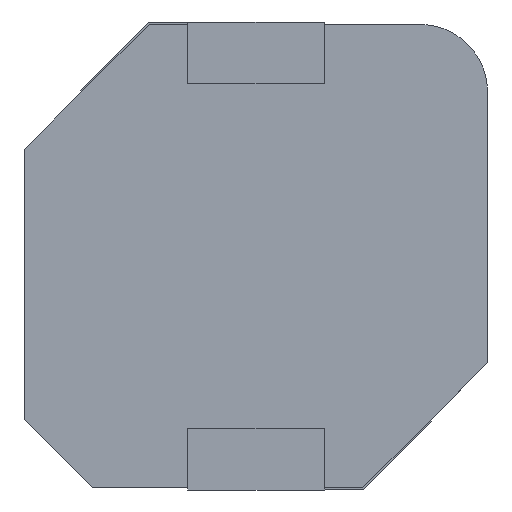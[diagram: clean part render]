
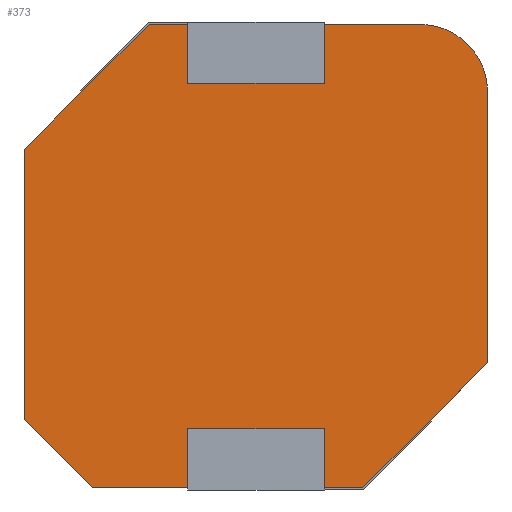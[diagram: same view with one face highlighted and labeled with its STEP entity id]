
A CAD part, front view. The second image highlights one B-rep face of the part: STEP entity #373.
In plain terms, the highlighted planar face has unit normal (0, -1, 0).
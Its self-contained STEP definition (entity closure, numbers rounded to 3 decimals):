
#194 = EDGE_CURVE ( 'NONE', #3845, #3846, #714, .T. ) ;
#212 = EDGE_CURVE ( 'NONE', #3857, #3858, #1434, .T. ) ;
#348 = EDGE_CURVE ( 'NONE', #3845, #3873, #3057, .T. ) ;
#350 = EDGE_CURVE ( 'NONE', #3873, #3874, #3112, .T. ) ;
#351 = EDGE_CURVE ( 'NONE', #3874, #3875, #3059, .T. ) ;
#353 = EDGE_CURVE ( 'NONE', #3875, #3876, #3061, .T. ) ;
#355 = EDGE_CURVE ( 'NONE', #3876, #3877, #3063, .T. ) ;
#357 = EDGE_CURVE ( 'NONE', #3877, #3878, #3065, .T. ) ;
#359 = EDGE_CURVE ( 'NONE', #3878, #3858, #3067, .T. ) ;
#361 = EDGE_CURVE ( 'NONE', #3857, #3879, #3069, .T. ) ;
#362 = EDGE_CURVE ( 'NONE', #3879, #3880, #3070, .T. ) ;
#365 = EDGE_CURVE ( 'NONE', #3880, #3881, #3073, .T. ) ;
#366 = EDGE_CURVE ( 'NONE', #3881, #3882, #3074, .T. ) ;
#368 = EDGE_CURVE ( 'NONE', #3882, #3883, #3076, .T. ) ;
#370 = EDGE_CURVE ( 'NONE', #3883, #3884, #3078, .T. ) ;
#372 = EDGE_CURVE ( 'NONE', #3884, #3846, #3080, .T. ) ;
#373 = ADVANCED_FACE ( 'NONE', ( #3081 ), #3169, .F. ) ;
#714 = LINE ( 'NONE', #1243, #1274 ) ;
#1243 = CARTESIAN_POINT ( 'NONE',  ( 1.5, 0., 5. ) ) ;
#1244 = DIRECTION ( 'NONE',  ( 0., 0., -1. ) ) ;
#1274 = VECTOR ( 'NONE', #1244, 1000. ) ;
#1292 = VECTOR ( 'NONE', #1312, 1000. ) ;
#1311 = CARTESIAN_POINT ( 'NONE',  ( -1.5, 0., -5. ) ) ;
#1312 = DIRECTION ( 'NONE',  ( 0., 0., 1. ) ) ;
#1434 = LINE ( 'NONE', #1311, #1292 ) ;
#2847 = AXIS2_PLACEMENT_3D ( 'NONE', #3115, #3116, #3117 ) ;
#3009 = CARTESIAN_POINT ( 'NONE',  ( -5.1, 0., 5.1 ) ) ;
#3010 = DIRECTION ( 'NONE',  ( 1., 0., 0. ) ) ;
#3057 = LINE ( 'NONE', #3009, #3113 ) ;
#3059 = LINE ( 'NONE', #3118, #3259 ) ;
#3061 = LINE ( 'NONE', #3122, #3261 ) ;
#3063 = LINE ( 'NONE', #3126, #3263 ) ;
#3065 = LINE ( 'NONE', #3130, #3265 ) ;
#3067 = LINE ( 'NONE', #3134, #3267 ) ;
#3069 = LINE ( 'NONE', #3138, #3269 ) ;
#3070 = LINE ( 'NONE', #3140, #3270 ) ;
#3073 = LINE ( 'NONE', #3146, #3273 ) ;
#3074 = LINE ( 'NONE', #3148, #3275 ) ;
#3076 = LINE ( 'NONE', #3152, #3277 ) ;
#3078 = LINE ( 'NONE', #3156, #3279 ) ;
#3080 = LINE ( 'NONE', #3160, #3282 ) ;
#3081 = FACE_OUTER_BOUND ( 'NONE', #3654, .T. ) ;
#3112 = CIRCLE ( 'NONE', #2847, 1.5 ) ;
#3113 = VECTOR ( 'NONE', #3010, 1000. ) ;
#3115 = CARTESIAN_POINT ( 'NONE',  ( 3.6, 0., 3.6 ) ) ;
#3116 = DIRECTION ( 'NONE',  ( 0., 1., 0. ) ) ;
#3117 = DIRECTION ( 'NONE',  ( 0., 0., -1. ) ) ;
#3118 = CARTESIAN_POINT ( 'NONE',  ( 5.1, 0., 5.1 ) ) ;
#3119 = DIRECTION ( 'NONE',  ( 0., 0., -1. ) ) ;
#3122 = CARTESIAN_POINT ( 'NONE',  ( 5.1, 0., -2.35 ) ) ;
#3123 = DIRECTION ( 'NONE',  ( -0.707, 0., -0.707 ) ) ;
#3126 = CARTESIAN_POINT ( 'NONE',  ( -5.1, 0., -5.1 ) ) ;
#3127 = DIRECTION ( 'NONE',  ( -1., 0., 0. ) ) ;
#3130 = CARTESIAN_POINT ( 'NONE',  ( 1.5, 0., 5.1 ) ) ;
#3131 = DIRECTION ( 'NONE',  ( 0., 0., 1. ) ) ;
#3134 = CARTESIAN_POINT ( 'NONE',  ( -5.1, 0., -3.8 ) ) ;
#3135 = DIRECTION ( 'NONE',  ( -1., 0., 0. ) ) ;
#3138 = CARTESIAN_POINT ( 'NONE',  ( -5.1, 0., -5.1 ) ) ;
#3139 = DIRECTION ( 'NONE',  ( -1., 0., 0. ) ) ;
#3140 = CARTESIAN_POINT ( 'NONE',  ( -3.6, 0., -5.1 ) ) ;
#3141 = DIRECTION ( 'NONE',  ( -0.707, 0., 0.707 ) ) ;
#3146 = CARTESIAN_POINT ( 'NONE',  ( -5.1, 0., 5.1 ) ) ;
#3147 = DIRECTION ( 'NONE',  ( 0., 0., 1. ) ) ;
#3148 = CARTESIAN_POINT ( 'NONE',  ( -5.1, 0., 2.35 ) ) ;
#3149 = DIRECTION ( 'NONE',  ( 0.707, 0., 0.707 ) ) ;
#3152 = CARTESIAN_POINT ( 'NONE',  ( -5.1, 0., 5.1 ) ) ;
#3153 = DIRECTION ( 'NONE',  ( 1., 0., 0. ) ) ;
#3156 = CARTESIAN_POINT ( 'NONE',  ( -1.5, 0., 5.1 ) ) ;
#3157 = DIRECTION ( 'NONE',  ( 0., 0., -1. ) ) ;
#3160 = CARTESIAN_POINT ( 'NONE',  ( -5.1, 0., 3.8 ) ) ;
#3161 = DIRECTION ( 'NONE',  ( 1., 0., 0. ) ) ;
#3169 = PLANE ( 'NONE',  #3281 ) ;
#3170 = CARTESIAN_POINT ( 'NONE',  ( -5.1, 0., 5.1 ) ) ;
#3171 = DIRECTION ( 'NONE',  ( 0., 1., 0. ) ) ;
#3172 = DIRECTION ( 'NONE',  ( 0., 0., 1. ) ) ;
#3259 = VECTOR ( 'NONE', #3119, 1000. ) ;
#3261 = VECTOR ( 'NONE', #3123, 1000. ) ;
#3263 = VECTOR ( 'NONE', #3127, 1000. ) ;
#3265 = VECTOR ( 'NONE', #3131, 1000. ) ;
#3267 = VECTOR ( 'NONE', #3135, 1000. ) ;
#3269 = VECTOR ( 'NONE', #3139, 1000. ) ;
#3270 = VECTOR ( 'NONE', #3141, 1000. ) ;
#3273 = VECTOR ( 'NONE', #3147, 1000. ) ;
#3275 = VECTOR ( 'NONE', #3149, 1000. ) ;
#3277 = VECTOR ( 'NONE', #3153, 1000. ) ;
#3279 = VECTOR ( 'NONE', #3157, 1000. ) ;
#3281 = AXIS2_PLACEMENT_3D ( 'NONE', #3170, #3171, #3172 ) ;
#3282 = VECTOR ( 'NONE', #3161, 1000. ) ;
#3324 = CARTESIAN_POINT ( 'NONE',  ( 1.5, 0., 5.1 ) ) ;
#3325 = CARTESIAN_POINT ( 'NONE',  ( 1.5, 0., 3.8 ) ) ;
#3336 = CARTESIAN_POINT ( 'NONE',  ( -1.5, 0., -5.1 ) ) ;
#3337 = CARTESIAN_POINT ( 'NONE',  ( -1.5, 0., -3.8 ) ) ;
#3352 = CARTESIAN_POINT ( 'NONE',  ( 3.6, 0., 5.1 ) ) ;
#3353 = CARTESIAN_POINT ( 'NONE',  ( 5.1, 0., 3.6 ) ) ;
#3354 = CARTESIAN_POINT ( 'NONE',  ( 5.1, 0., -2.35 ) ) ;
#3355 = CARTESIAN_POINT ( 'NONE',  ( 2.35, 0., -5.1 ) ) ;
#3356 = CARTESIAN_POINT ( 'NONE',  ( 1.5, 0., -5.1 ) ) ;
#3357 = CARTESIAN_POINT ( 'NONE',  ( 1.5, 0., -3.8 ) ) ;
#3358 = CARTESIAN_POINT ( 'NONE',  ( -3.6, 0., -5.1 ) ) ;
#3359 = CARTESIAN_POINT ( 'NONE',  ( -5.1, 0., -3.6 ) ) ;
#3360 = CARTESIAN_POINT ( 'NONE',  ( -5.1, 0., 2.35 ) ) ;
#3361 = CARTESIAN_POINT ( 'NONE',  ( -2.35, 0., 5.1 ) ) ;
#3362 = CARTESIAN_POINT ( 'NONE',  ( -1.5, 0., 5.1 ) ) ;
#3363 = CARTESIAN_POINT ( 'NONE',  ( -1.5, 0., 3.8 ) ) ;
#3654 = EDGE_LOOP ( 'NONE', ( #3977, #3978, #3979, #3976, #3980, #3981, #3982, #3983, #3984, #3985, #3986, #3987, #3988, #3989, #3990, #3991 ) ) ;
#3845 = VERTEX_POINT ( 'NONE', #3324 ) ;
#3846 = VERTEX_POINT ( 'NONE', #3325 ) ;
#3857 = VERTEX_POINT ( 'NONE', #3336 ) ;
#3858 = VERTEX_POINT ( 'NONE', #3337 ) ;
#3873 = VERTEX_POINT ( 'NONE', #3352 ) ;
#3874 = VERTEX_POINT ( 'NONE', #3353 ) ;
#3875 = VERTEX_POINT ( 'NONE', #3354 ) ;
#3876 = VERTEX_POINT ( 'NONE', #3355 ) ;
#3877 = VERTEX_POINT ( 'NONE', #3356 ) ;
#3878 = VERTEX_POINT ( 'NONE', #3357 ) ;
#3879 = VERTEX_POINT ( 'NONE', #3358 ) ;
#3880 = VERTEX_POINT ( 'NONE', #3359 ) ;
#3881 = VERTEX_POINT ( 'NONE', #3360 ) ;
#3882 = VERTEX_POINT ( 'NONE', #3361 ) ;
#3883 = VERTEX_POINT ( 'NONE', #3362 ) ;
#3884 = VERTEX_POINT ( 'NONE', #3363 ) ;
#3976 = ORIENTED_EDGE ( 'NONE', *, *, #365, .F. ) ;
#3977 = ORIENTED_EDGE ( 'NONE', *, *, #370, .F. ) ;
#3978 = ORIENTED_EDGE ( 'NONE', *, *, #368, .F. ) ;
#3979 = ORIENTED_EDGE ( 'NONE', *, *, #366, .F. ) ;
#3980 = ORIENTED_EDGE ( 'NONE', *, *, #362, .F. ) ;
#3981 = ORIENTED_EDGE ( 'NONE', *, *, #361, .F. ) ;
#3982 = ORIENTED_EDGE ( 'NONE', *, *, #212, .T. ) ;
#3983 = ORIENTED_EDGE ( 'NONE', *, *, #359, .F. ) ;
#3984 = ORIENTED_EDGE ( 'NONE', *, *, #357, .F. ) ;
#3985 = ORIENTED_EDGE ( 'NONE', *, *, #355, .F. ) ;
#3986 = ORIENTED_EDGE ( 'NONE', *, *, #353, .F. ) ;
#3987 = ORIENTED_EDGE ( 'NONE', *, *, #351, .F. ) ;
#3988 = ORIENTED_EDGE ( 'NONE', *, *, #350, .F. ) ;
#3989 = ORIENTED_EDGE ( 'NONE', *, *, #348, .F. ) ;
#3990 = ORIENTED_EDGE ( 'NONE', *, *, #194, .T. ) ;
#3991 = ORIENTED_EDGE ( 'NONE', *, *, #372, .F. ) ;
